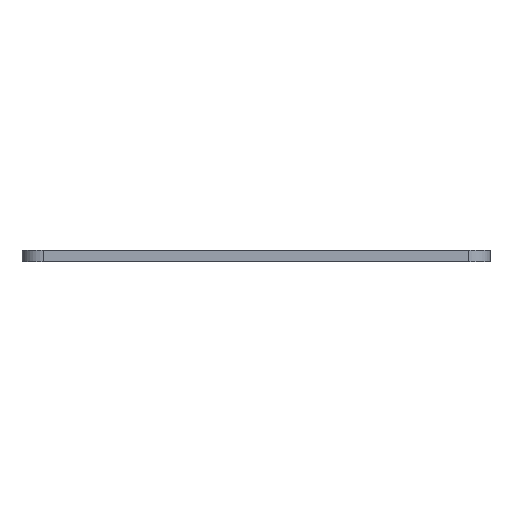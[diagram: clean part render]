
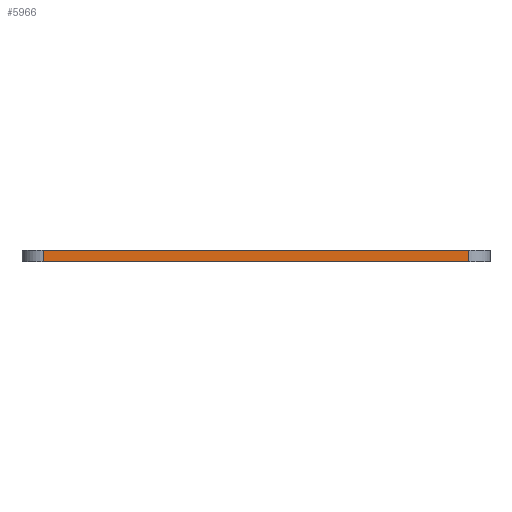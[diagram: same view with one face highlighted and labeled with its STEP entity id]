
A CAD part, front view. The second image highlights one B-rep face of the part: STEP entity #5966.
In plain terms, the highlighted planar face has unit normal (0, -1, 0).
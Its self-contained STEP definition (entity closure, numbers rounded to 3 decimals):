
#83 = PLANE('',#84);
#84 = AXIS2_PLACEMENT_3D('',#85,#86,#87);
#85 = CARTESIAN_POINT('',(204.,-85.,1.6));
#86 = DIRECTION('',(-0.,-0.,-1.));
#87 = DIRECTION('',(-1.,0.,0.));
#137 = PLANE('',#138);
#138 = AXIS2_PLACEMENT_3D('',#139,#140,#141);
#139 = CARTESIAN_POINT('',(204.,-85.,0.));
#140 = DIRECTION('',(-0.,-0.,-1.));
#141 = DIRECTION('',(-1.,0.,0.));
#350 = VERTEX_POINT('',#351);
#351 = CARTESIAN_POINT('',(234.,-110.,0.));
#370 = CYLINDRICAL_SURFACE('',#371,3.);
#371 = AXIS2_PLACEMENT_3D('',#372,#373,#374);
#372 = CARTESIAN_POINT('',(234.,-107.,0.));
#373 = DIRECTION('',(-0.,-0.,-1.));
#374 = DIRECTION('',(1.,0.,-0.));
#382 = EDGE_CURVE('',#350,#383,#385,.T.);
#383 = VERTEX_POINT('',#384);
#384 = CARTESIAN_POINT('',(174.,-110.,0.));
#385 = SURFACE_CURVE('',#386,(#390,#397),.PCURVE_S1.);
#386 = LINE('',#387,#388);
#387 = CARTESIAN_POINT('',(234.,-110.,0.));
#388 = VECTOR('',#389,1.);
#389 = DIRECTION('',(-1.,0.,0.));
#390 = PCURVE('',#137,#391);
#391 = DEFINITIONAL_REPRESENTATION('',(#392),#396);
#392 = LINE('',#393,#394);
#393 = CARTESIAN_POINT('',(-30.,-25.));
#394 = VECTOR('',#395,1.);
#395 = DIRECTION('',(1.,0.));
#396 = ( GEOMETRIC_REPRESENTATION_CONTEXT(2) 
PARAMETRIC_REPRESENTATION_CONTEXT() REPRESENTATION_CONTEXT('2D SPACE',''
  ) );
#397 = PCURVE('',#398,#403);
#398 = PLANE('',#399);
#399 = AXIS2_PLACEMENT_3D('',#400,#401,#402);
#400 = CARTESIAN_POINT('',(234.,-110.,0.));
#401 = DIRECTION('',(0.,-1.,0.));
#402 = DIRECTION('',(-1.,0.,0.));
#403 = DEFINITIONAL_REPRESENTATION('',(#404),#408);
#404 = LINE('',#405,#406);
#405 = CARTESIAN_POINT('',(0.,-0.));
#406 = VECTOR('',#407,1.);
#407 = DIRECTION('',(1.,0.));
#408 = ( GEOMETRIC_REPRESENTATION_CONTEXT(2) 
PARAMETRIC_REPRESENTATION_CONTEXT() REPRESENTATION_CONTEXT('2D SPACE',''
  ) );
#431 = CYLINDRICAL_SURFACE('',#432,3.);
#432 = AXIS2_PLACEMENT_3D('',#433,#434,#435);
#433 = CARTESIAN_POINT('',(174.,-107.,0.));
#434 = DIRECTION('',(-0.,-0.,-1.));
#435 = DIRECTION('',(1.,0.,-0.));
#3329 = VERTEX_POINT('',#3330);
#3330 = CARTESIAN_POINT('',(234.,-110.,1.6));
#3356 = EDGE_CURVE('',#3329,#3357,#3359,.T.);
#3357 = VERTEX_POINT('',#3358);
#3358 = CARTESIAN_POINT('',(174.,-110.,1.6));
#3359 = SURFACE_CURVE('',#3360,(#3364,#3371),.PCURVE_S1.);
#3360 = LINE('',#3361,#3362);
#3361 = CARTESIAN_POINT('',(234.,-110.,1.6));
#3362 = VECTOR('',#3363,1.);
#3363 = DIRECTION('',(-1.,0.,0.));
#3364 = PCURVE('',#83,#3365);
#3365 = DEFINITIONAL_REPRESENTATION('',(#3366),#3370);
#3366 = LINE('',#3367,#3368);
#3367 = CARTESIAN_POINT('',(-30.,-25.));
#3368 = VECTOR('',#3369,1.);
#3369 = DIRECTION('',(1.,0.));
#3370 = ( GEOMETRIC_REPRESENTATION_CONTEXT(2) 
PARAMETRIC_REPRESENTATION_CONTEXT() REPRESENTATION_CONTEXT('2D SPACE',''
  ) );
#3371 = PCURVE('',#398,#3372);
#3372 = DEFINITIONAL_REPRESENTATION('',(#3373),#3377);
#3373 = LINE('',#3374,#3375);
#3374 = CARTESIAN_POINT('',(0.,-1.6));
#3375 = VECTOR('',#3376,1.);
#3376 = DIRECTION('',(1.,0.));
#3377 = ( GEOMETRIC_REPRESENTATION_CONTEXT(2) 
PARAMETRIC_REPRESENTATION_CONTEXT() REPRESENTATION_CONTEXT('2D SPACE',''
  ) );
#5918 = EDGE_CURVE('',#383,#3357,#5919,.T.);
#5919 = SURFACE_CURVE('',#5920,(#5924,#5931),.PCURVE_S1.);
#5920 = LINE('',#5921,#5922);
#5921 = CARTESIAN_POINT('',(174.,-110.,0.));
#5922 = VECTOR('',#5923,1.);
#5923 = DIRECTION('',(0.,0.,1.));
#5924 = PCURVE('',#431,#5925);
#5925 = DEFINITIONAL_REPRESENTATION('',(#5926),#5930);
#5926 = LINE('',#5927,#5928);
#5927 = CARTESIAN_POINT('',(-4.712,0.));
#5928 = VECTOR('',#5929,1.);
#5929 = DIRECTION('',(-0.,-1.));
#5930 = ( GEOMETRIC_REPRESENTATION_CONTEXT(2) 
PARAMETRIC_REPRESENTATION_CONTEXT() REPRESENTATION_CONTEXT('2D SPACE',''
  ) );
#5931 = PCURVE('',#398,#5932);
#5932 = DEFINITIONAL_REPRESENTATION('',(#5933),#5937);
#5933 = LINE('',#5934,#5935);
#5934 = CARTESIAN_POINT('',(60.,0.));
#5935 = VECTOR('',#5936,1.);
#5936 = DIRECTION('',(0.,-1.));
#5937 = ( GEOMETRIC_REPRESENTATION_CONTEXT(2) 
PARAMETRIC_REPRESENTATION_CONTEXT() REPRESENTATION_CONTEXT('2D SPACE',''
  ) );
#5943 = EDGE_CURVE('',#350,#3329,#5944,.T.);
#5944 = SURFACE_CURVE('',#5945,(#5949,#5956),.PCURVE_S1.);
#5945 = LINE('',#5946,#5947);
#5946 = CARTESIAN_POINT('',(234.,-110.,0.));
#5947 = VECTOR('',#5948,1.);
#5948 = DIRECTION('',(0.,0.,1.));
#5949 = PCURVE('',#370,#5950);
#5950 = DEFINITIONAL_REPRESENTATION('',(#5951),#5955);
#5951 = LINE('',#5952,#5953);
#5952 = CARTESIAN_POINT('',(-4.712,0.));
#5953 = VECTOR('',#5954,1.);
#5954 = DIRECTION('',(-0.,-1.));
#5955 = ( GEOMETRIC_REPRESENTATION_CONTEXT(2) 
PARAMETRIC_REPRESENTATION_CONTEXT() REPRESENTATION_CONTEXT('2D SPACE',''
  ) );
#5956 = PCURVE('',#398,#5957);
#5957 = DEFINITIONAL_REPRESENTATION('',(#5958),#5962);
#5958 = LINE('',#5959,#5960);
#5959 = CARTESIAN_POINT('',(0.,-0.));
#5960 = VECTOR('',#5961,1.);
#5961 = DIRECTION('',(0.,-1.));
#5962 = ( GEOMETRIC_REPRESENTATION_CONTEXT(2) 
PARAMETRIC_REPRESENTATION_CONTEXT() REPRESENTATION_CONTEXT('2D SPACE',''
  ) );
#5966 = ADVANCED_FACE('',(#5967),#398,.T.);
#5967 = FACE_BOUND('',#5968,.T.);
#5968 = EDGE_LOOP('',(#5969,#5970,#5971,#5972));
#5969 = ORIENTED_EDGE('',*,*,#5943,.T.);
#5970 = ORIENTED_EDGE('',*,*,#3356,.T.);
#5971 = ORIENTED_EDGE('',*,*,#5918,.F.);
#5972 = ORIENTED_EDGE('',*,*,#382,.F.);
